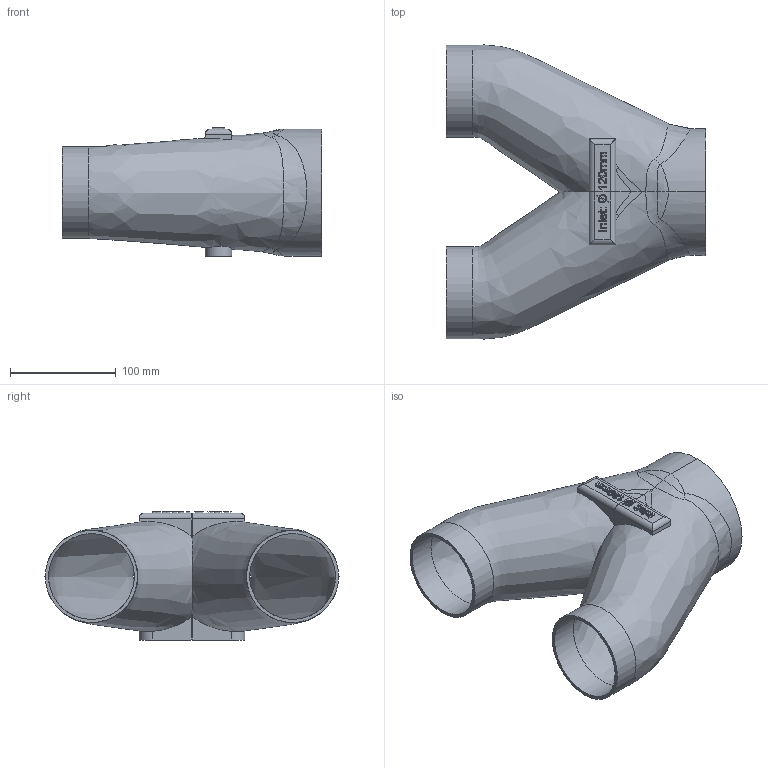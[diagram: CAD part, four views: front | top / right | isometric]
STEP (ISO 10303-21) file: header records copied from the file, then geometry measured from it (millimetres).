
FILE_DESCRIPTION(/* description */ (''),/* implementation_level */ '2;1');
FILE_NAME(/* name */ 'MK2_Y-inlet-120mm.stp',/* time_stamp */ '2024-06-12T21:45:34+02:00',/* author */ ('admin'),/* organization */ (''),/* preprocessor_version */ 'ST-DEVELOPER v18.1',/* originating_system */ 'Autodesk Inventor 2021',/* authorisation */ '');
FILE_SCHEMA (('AUTOMOTIVE_DESIGN { 1 0 10303 214 3 1 1 }'));
Length unit declared in the file: millimetre
Products named in the file (1): MK2_Y-inlet-120mm
Bounding box: 245 x 277.8 x 121 mm (x, y, z)
Volume: 446840.3 mm3; surface area: 271177.4 mm2
Topology: 7 solids, 7 shells, 234 faces, 639 edges, 426 vertices
Faces by surface type: plane 129, bspline 89, cylinder 16
Full cylindrical faces by diameter (mm): 10 x2, 81 x2, 87 x2
Entity records: 11805 total; most frequent: CARTESIAN_POINT 6453, ORIENTED_EDGE 1274, DIRECTION 737, EDGE_CURVE 637, VERTEX_POINT 426, LINE 381, VECTOR 381, EDGE_LOOP 249
